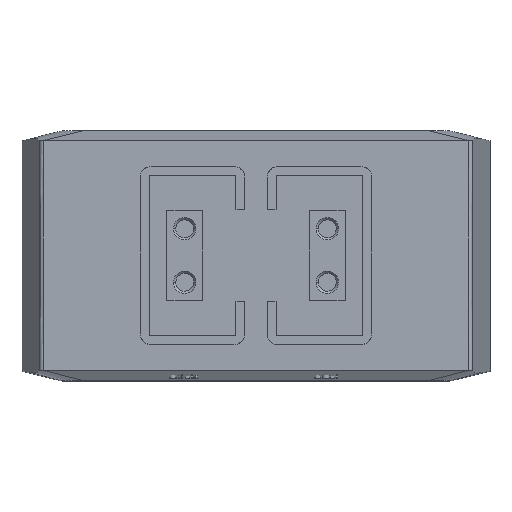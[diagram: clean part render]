
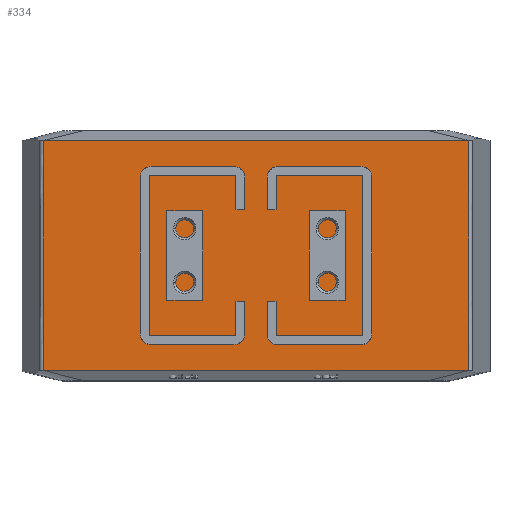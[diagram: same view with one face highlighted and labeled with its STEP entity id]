
A CAD part, top view. The second image highlights one B-rep face of the part: STEP entity #334.
In plain terms, the highlighted free-form (B-spline) face has degree [1, 1] with [2, 2] control points.
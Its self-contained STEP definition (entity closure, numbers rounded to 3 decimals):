
#334=ADVANCED_FACE('',(#562),#2928,.T.);
#562=FACE_OUTER_BOUND('',#787,.T.);
#787=EDGE_LOOP('',(#1487,#1488,#1489,#1490));
#1487=ORIENTED_EDGE('',*,*,#2316,.T.);
#1488=ORIENTED_EDGE('',*,*,#2321,.F.);
#1489=ORIENTED_EDGE('',*,*,#2317,.T.);
#1490=ORIENTED_EDGE('',*,*,#2319,.T.);
#2316=EDGE_CURVE('',#2735,#2736,#8190,.T.);
#2317=EDGE_CURVE('',#2737,#2738,#8191,.T.);
#2319=EDGE_CURVE('',#2738,#2735,#8193,.T.);
#2321=EDGE_CURVE('',#2737,#2736,#8195,.T.);
#2735=VERTEX_POINT('',#6639);
#2736=VERTEX_POINT('',#6640);
#2737=VERTEX_POINT('',#6641);
#2738=VERTEX_POINT('',#6642);
#2928=B_SPLINE_SURFACE_WITH_KNOTS('',1,1,((#6271,#6272),(#6273,#6274)),.UNSPECIFIED.,
.F.,.F.,.F.,(2,2),(2,2),(4.82,100.18),(2.262,
53.738),.UNSPECIFIED.);
#5987=CARTESIAN_POINT('',(4.82,53.738,110.));
#5988=CARTESIAN_POINT('',(4.82,36.579,110.));
#5989=CARTESIAN_POINT('',(4.82,19.421,110.));
#5990=CARTESIAN_POINT('',(4.82,2.262,110.));
#5991=CARTESIAN_POINT('',(100.18,2.262,110.));
#5992=CARTESIAN_POINT('',(100.18,19.421,110.));
#5993=CARTESIAN_POINT('',(100.18,36.579,110.));
#5994=CARTESIAN_POINT('',(100.18,53.738,110.));
#5999=CARTESIAN_POINT('',(100.18,53.738,110.));
#6000=CARTESIAN_POINT('',(68.393,53.738,110.));
#6001=CARTESIAN_POINT('',(36.607,53.738,110.));
#6002=CARTESIAN_POINT('',(4.82,53.738,110.));
#6007=CARTESIAN_POINT('',(100.18,2.262,110.));
#6008=CARTESIAN_POINT('',(68.393,2.262,110.));
#6009=CARTESIAN_POINT('',(36.607,2.262,110.));
#6010=CARTESIAN_POINT('',(4.82,2.262,110.));
#6271=CARTESIAN_POINT('',(100.18,53.738,110.));
#6272=CARTESIAN_POINT('',(100.18,2.262,110.));
#6273=CARTESIAN_POINT('',(4.82,53.738,110.));
#6274=CARTESIAN_POINT('',(4.82,2.262,110.));
#6639=CARTESIAN_POINT('',(4.82,53.738,110.));
#6640=CARTESIAN_POINT('',(4.82,2.262,110.));
#6641=CARTESIAN_POINT('',(100.18,2.262,110.));
#6642=CARTESIAN_POINT('',(100.18,53.738,110.));
#8190=B_SPLINE_CURVE_WITH_KNOTS('',3,(#5987,#5988,#5989,#5990),.UNSPECIFIED.,
.F.,.F.,(4,4),(-52.674,-1.198),.UNSPECIFIED.);
#8191=B_SPLINE_CURVE_WITH_KNOTS('',3,(#5991,#5992,#5993,#5994),.UNSPECIFIED.,
.F.,.F.,(4,4),(1.198,52.674),.UNSPECIFIED.);
#8193=B_SPLINE_CURVE_WITH_KNOTS('',3,(#5999,#6000,#6001,#6002),.UNSPECIFIED.,
.F.,.F.,(4,4),(-100.18,-4.82),.UNSPECIFIED.);
#8195=B_SPLINE_CURVE_WITH_KNOTS('',3,(#6007,#6008,#6009,#6010),.UNSPECIFIED.,
.F.,.F.,(4,4),(-100.18,-4.82),.UNSPECIFIED.);
